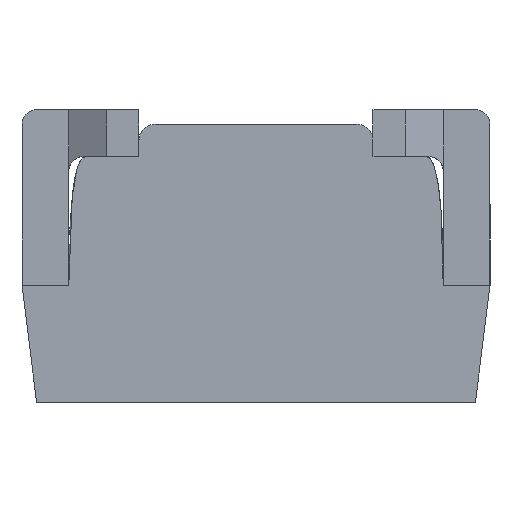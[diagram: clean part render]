
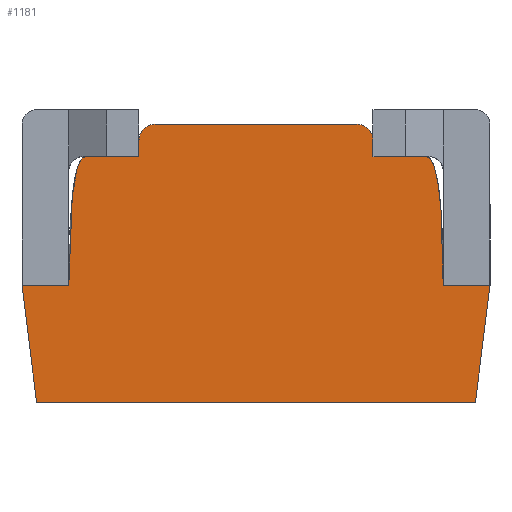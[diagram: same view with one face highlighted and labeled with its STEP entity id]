
A CAD part, front view. The second image highlights one B-rep face of the part: STEP entity #1181.
In plain terms, the highlighted planar face has unit normal (0, -1, 0).
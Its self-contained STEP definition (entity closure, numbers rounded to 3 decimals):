
#130 = B_SPLINE_CURVE_WITH_KNOTS ( 'NONE', 2,
 ( #1644, #4055, #905 ),
 .UNSPECIFIED., .F., .F.,
 ( 3, 3 ),
 ( 0., 1. ),
 .UNSPECIFIED. ) ;
#143 = CARTESIAN_POINT ( 'NONE',  ( 0.06, 0., 0.44 ) ) ;
#148 = DIRECTION ( 'NONE',  ( 0., 1., 0. ) ) ;
#231 = CARTESIAN_POINT ( 'NONE',  ( 0.985, 0., 0.55 ) ) ;
#295 = CARTESIAN_POINT ( 'NONE',  ( 1.39, 0., -0.4 ) ) ;
#331 = CARTESIAN_POINT ( 'NONE',  ( 0.06, 0., 0.44 ) ) ;
#371 = VECTOR ( 'NONE', #2852, 1000. ) ;
#380 = CARTESIAN_POINT ( 'NONE',  ( 0.24, 0., 0.495 ) ) ;
#390 = LINE ( 'NONE', #2059, #371 ) ;
#466 = CARTESIAN_POINT ( 'NONE',  ( 0.015, 0., 0.33 ) ) ;
#522 = FACE_OUTER_BOUND ( 'NONE', #3504, .T. ) ;
#530 = VECTOR ( 'NONE', #762, 1000. ) ;
#543 = VERTEX_POINT ( 'NONE', #2704 ) ;
#589 = VERTEX_POINT ( 'NONE', #4800 ) ;
#593 = ORIENTED_EDGE ( 'NONE', *, *, #3117, .F. ) ;
#605 = EDGE_CURVE ( 'NONE', #543, #2302, #891, .T. ) ;
#623 = CARTESIAN_POINT ( 'NONE',  ( -0.16, 0., 0. ) ) ;
#627 = LINE ( 'NONE', #3211, #4148 ) ;
#657 = CARTESIAN_POINT ( 'NONE',  ( -0.11, 0., -0.4 ) ) ;
#661 = ORIENTED_EDGE ( 'NONE', *, *, #4600, .T. ) ;
#667 = DIRECTION ( 'NONE',  ( 0., 0., 1. ) ) ;
#762 = DIRECTION ( 'NONE',  ( 1., 0., 0. ) ) ;
#781 = LINE ( 'NONE', #1536, #4232 ) ;
#791 = ORIENTED_EDGE ( 'NONE', *, *, #4634, .F. ) ;
#794 = EDGE_CURVE ( 'NONE', #589, #1482, #390, .T. ) ;
#795 = EDGE_CURVE ( 'NONE', #2175, #2302, #130, .T. ) ;
#891 = LINE ( 'NONE', #2486, #2860 ) ;
#905 = CARTESIAN_POINT ( 'NONE',  ( 1.28, 0., 0. ) ) ;
#949 = VERTEX_POINT ( 'NONE', #2878 ) ;
#976 = EDGE_CURVE ( 'NONE', #1482, #1999, #3010, .T. ) ;
#998 = LINE ( 'NONE', #143, #2919 ) ;
#1172 = DIRECTION ( 'NONE',  ( 0., 0., 1. ) ) ;
#1174 = AXIS2_PLACEMENT_3D ( 'NONE', #1713, #148, #1736 ) ;
#1181 = ADVANCED_FACE ( 'NONE', ( #522 ), #3999, .T. ) ;
#1207 = CARTESIAN_POINT ( 'NONE',  ( 0.06, 0., 0.44 ) ) ;
#1280 = ORIENTED_EDGE ( 'NONE', *, *, #4839, .T. ) ;
#1354 = CARTESIAN_POINT ( 'NONE',  ( 1.39, 0., -0.4 ) ) ;
#1410 = LINE ( 'NONE', #657, #2694 ) ;
#1482 = VERTEX_POINT ( 'NONE', #231 ) ;
#1517 = LINE ( 'NONE', #4154, #3656 ) ;
#1536 = CARTESIAN_POINT ( 'NONE',  ( 0.24, 0., 0.44 ) ) ;
#1584 = DIRECTION ( 'NONE',  ( 0.124, 0., 0.992 ) ) ;
#1644 = CARTESIAN_POINT ( 'NONE',  ( 1.22, 0., 0.44 ) ) ;
#1647 = LINE ( 'NONE', #1670, #2160 ) ;
#1670 = CARTESIAN_POINT ( 'NONE',  ( 1.04, 0., 0.44 ) ) ;
#1713 = CARTESIAN_POINT ( 'NONE',  ( 0.985, 0., 0.495 ) ) ;
#1736 = DIRECTION ( 'NONE',  ( 0., 0., 1. ) ) ;
#1759 = DIRECTION ( 'NONE',  ( 1., 0., 0. ) ) ;
#1877 = VERTEX_POINT ( 'NONE', #1882 ) ;
#1880 = CARTESIAN_POINT ( 'NONE',  ( 1.04, 0., 0.44 ) ) ;
#1882 = CARTESIAN_POINT ( 'NONE',  ( -0.16, 0., 0. ) ) ;
#1949 = VERTEX_POINT ( 'NONE', #1207 ) ;
#1999 = VERTEX_POINT ( 'NONE', #2813 ) ;
#2010 = CARTESIAN_POINT ( 'NONE',  ( 0., 0., 0. ) ) ;
#2054 = DIRECTION ( 'NONE',  ( 0., 0., -1. ) ) ;
#2059 = CARTESIAN_POINT ( 'NONE',  ( 0.295, 0., 0.55 ) ) ;
#2099 = VECTOR ( 'NONE', #2211, 1000. ) ;
#2160 = VECTOR ( 'NONE', #2474, 1000. ) ;
#2175 = VERTEX_POINT ( 'NONE', #4431 ) ;
#2211 = DIRECTION ( 'NONE',  ( -1., 0., 0. ) ) ;
#2302 = VERTEX_POINT ( 'NONE', #3390 ) ;
#2326 = VERTEX_POINT ( 'NONE', #380 ) ;
#2474 = DIRECTION ( 'NONE',  ( 1., 0., 0. ) ) ;
#2486 = CARTESIAN_POINT ( 'NONE',  ( -0.16, 0., 0. ) ) ;
#2495 = AXIS2_PLACEMENT_3D ( 'NONE', #466, #4019, #2054 ) ;
#2517 = AXIS2_PLACEMENT_3D ( 'NONE', #4182, #2672, #667 ) ;
#2591 = ORIENTED_EDGE ( 'NONE', *, *, #605, .T. ) ;
#2672 = DIRECTION ( 'NONE',  ( 0., 1., 0. ) ) ;
#2694 = VECTOR ( 'NONE', #3126, 1000. ) ;
#2696 = CARTESIAN_POINT ( 'NONE',  ( 0.24, 0., 0.44 ) ) ;
#2704 = CARTESIAN_POINT ( 'NONE',  ( 1.44, 0., 0. ) ) ;
#2772 = VERTEX_POINT ( 'NONE', #2696 ) ;
#2813 = CARTESIAN_POINT ( 'NONE',  ( 1.04, 0., 0.495 ) ) ;
#2852 = DIRECTION ( 'NONE',  ( 1., 0., 0. ) ) ;
#2860 = VECTOR ( 'NONE', #4041, 1000. ) ;
#2877 = EDGE_CURVE ( 'NONE', #4952, #2175, #1647, .T. ) ;
#2878 = CARTESIAN_POINT ( 'NONE',  ( -0.11, 0., -0.4 ) ) ;
#2895 = VERTEX_POINT ( 'NONE', #1354 ) ;
#2919 = VECTOR ( 'NONE', #1759, 1000. ) ;
#3010 = CIRCLE ( 'NONE', #1174, 0.055 ) ;
#3117 = EDGE_CURVE ( 'NONE', #1949, #2772, #998, .T. ) ;
#3126 = DIRECTION ( 'NONE',  ( 0.124, 0., -0.992 ) ) ;
#3200 = B_SPLINE_CURVE_WITH_KNOTS ( 'NONE', 2,
 ( #5039, #3927, #331 ),
 .UNSPECIFIED., .F., .F.,
 ( 3, 3 ),
 ( 0., 1. ),
 .UNSPECIFIED. ) ;
#3211 = CARTESIAN_POINT ( 'NONE',  ( 1.44, 0., 0. ) ) ;
#3261 = ORIENTED_EDGE ( 'NONE', *, *, #794, .F. ) ;
#3353 = ORIENTED_EDGE ( 'NONE', *, *, #4868, .F. ) ;
#3390 = CARTESIAN_POINT ( 'NONE',  ( 1.28, 0., 0. ) ) ;
#3412 = CIRCLE ( 'NONE', #2517, 0.055 ) ;
#3467 = ORIENTED_EDGE ( 'NONE', *, *, #4157, .T. ) ;
#3504 = EDGE_LOOP ( 'NONE', ( #791, #3467, #5031, #1280, #661, #2591, #4798, #3940, #3699, #4450, #3261, #3353, #4370, #593 ) ) ;
#3656 = VECTOR ( 'NONE', #4261, 1000. ) ;
#3699 = ORIENTED_EDGE ( 'NONE', *, *, #4383, .F. ) ;
#3927 = CARTESIAN_POINT ( 'NONE',  ( 0., 0., 0.44 ) ) ;
#3940 = ORIENTED_EDGE ( 'NONE', *, *, #2877, .F. ) ;
#3999 = PLANE ( 'NONE',  #2495 ) ;
#4019 = DIRECTION ( 'NONE',  ( 0., -1., 0. ) ) ;
#4041 = DIRECTION ( 'NONE',  ( -1., 0., 0. ) ) ;
#4055 = CARTESIAN_POINT ( 'NONE',  ( 1.28, 0., 0.44 ) ) ;
#4148 = VECTOR ( 'NONE', #1584, 1000. ) ;
#4154 = CARTESIAN_POINT ( 'NONE',  ( 1.04, 0., 0.495 ) ) ;
#4157 = EDGE_CURVE ( 'NONE', #4465, #1877, #4902, .T. ) ;
#4182 = CARTESIAN_POINT ( 'NONE',  ( 0.295, 0., 0.495 ) ) ;
#4232 = VECTOR ( 'NONE', #1172, 1000. ) ;
#4261 = DIRECTION ( 'NONE',  ( 0., 0., -1. ) ) ;
#4370 = ORIENTED_EDGE ( 'NONE', *, *, #4415, .F. ) ;
#4383 = EDGE_CURVE ( 'NONE', #1999, #4952, #1517, .T. ) ;
#4409 = EDGE_CURVE ( 'NONE', #1877, #949, #1410, .T. ) ;
#4415 = EDGE_CURVE ( 'NONE', #2772, #2326, #781, .T. ) ;
#4431 = CARTESIAN_POINT ( 'NONE',  ( 1.22, 0., 0.44 ) ) ;
#4450 = ORIENTED_EDGE ( 'NONE', *, *, #976, .F. ) ;
#4465 = VERTEX_POINT ( 'NONE', #2010 ) ;
#4599 = LINE ( 'NONE', #295, #530 ) ;
#4600 = EDGE_CURVE ( 'NONE', #2895, #543, #627, .T. ) ;
#4634 = EDGE_CURVE ( 'NONE', #4465, #1949, #3200, .T. ) ;
#4798 = ORIENTED_EDGE ( 'NONE', *, *, #795, .F. ) ;
#4800 = CARTESIAN_POINT ( 'NONE',  ( 0.295, 0., 0.55 ) ) ;
#4839 = EDGE_CURVE ( 'NONE', #949, #2895, #4599, .T. ) ;
#4868 = EDGE_CURVE ( 'NONE', #2326, #589, #3412, .T. ) ;
#4902 = LINE ( 'NONE', #623, #2099 ) ;
#4952 = VERTEX_POINT ( 'NONE', #1880 ) ;
#5031 = ORIENTED_EDGE ( 'NONE', *, *, #4409, .T. ) ;
#5039 = CARTESIAN_POINT ( 'NONE',  ( 0., 0., 0. ) ) ;
